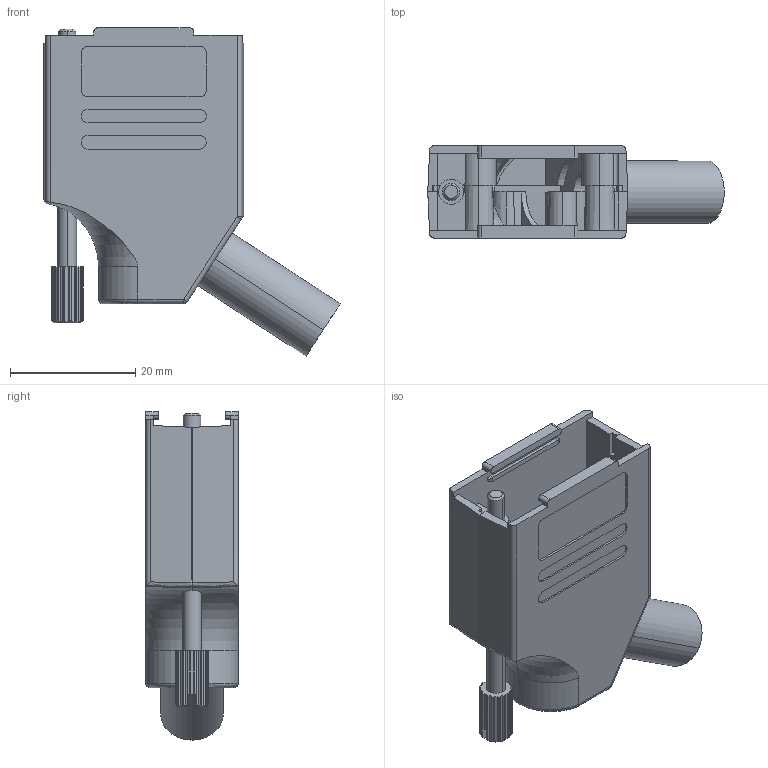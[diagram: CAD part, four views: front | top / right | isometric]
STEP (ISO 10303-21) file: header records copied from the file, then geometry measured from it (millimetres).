
FILE_DESCRIPTION (( 'STEP AP214' ), '1' );
FILE_NAME ('6560-0138-11.STEP', '2022-03-25T14:46:23', ( '' ), ( '' ), 'SwSTEP 2.0', 'SolidWorks 2021', '' );
FILE_SCHEMA (( 'AUTOMOTIVE_DESIGN' ));
Length unit declared in the file: millimetre
Products named in the file (7): 6560-0138-11; 6805-0139-11; 6855-0117-03; 6522-0110-12; 6826-0141-02; 6805-0139-01; 6824-0120-02
Assembly tree (7 placements, depth 2):
  6560-0138-11
    6805-0139-11
    6522-0110-12
    6805-0139-01
    6824-0120-02
    6826-0141-02
    6855-0117-03  x2
Bounding box: 47.42 x 14.8 x 52.52 mm (x, y, z)
Volume: 6269.9 mm3; surface area: 11922.6 mm2
Topology: 7 solids, 7 shells, 1572 faces, 3564 edges, 2028 vertices
Faces by surface type: bspline 828, cylinder 392, plane 308, cone 31, torus 9, sphere 4
Entity records: 113640 total; most frequent: CARTESIAN_POINT 89834, ORIENTED_EDGE 6670, EDGE_CURVE 3335, DIRECTION 2810, VERTEX_POINT 1878, EDGE_LOOP 1521, FACE_OUTER_BOUND 1491, ADVANCED_FACE 1491
